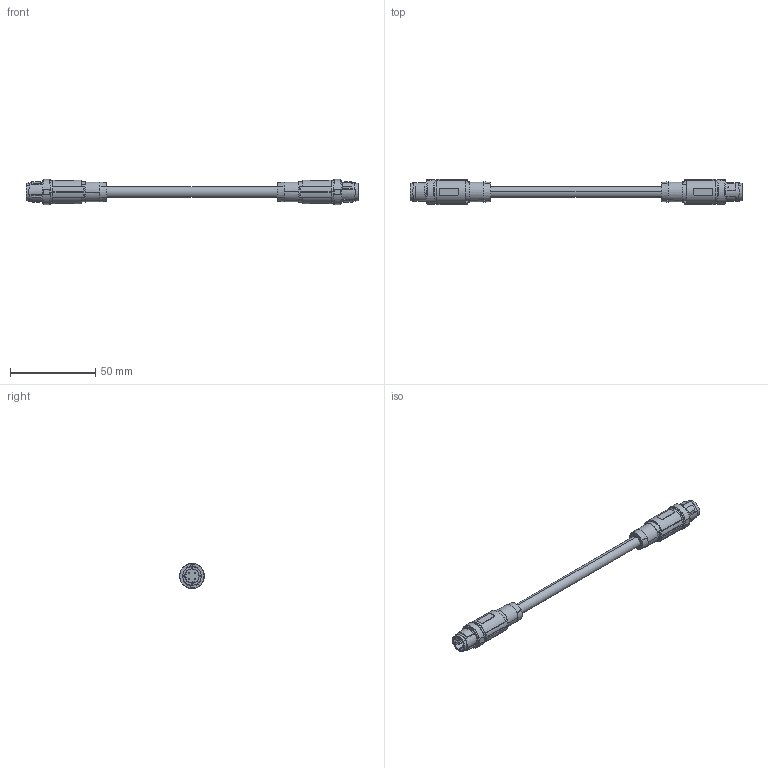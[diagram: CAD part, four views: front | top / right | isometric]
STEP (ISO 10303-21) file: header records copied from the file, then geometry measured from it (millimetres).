
FILE_DESCRIPTION(('SolidDesigner STEP Export'),'2;1');
FILE_NAME('1408732_NBC_MSD__0.5_93E_MSD_SCO_US-select.stp','2013-06-06T13:17:34',(''),(''),'Creo Elements/Direct Modeling STEP processor for AP214 (Solid Model)','Creo Elements/Direct Modeling 18.1 06-May-2012 (C) Parametric Technology GmbH','');
FILE_SCHEMA(('AUTOMOTIVE_DESIGN { 1 0 10303 214 1 1 1 1 }'));
Length unit declared in the file: millimetre
Products named in the file (1): 1408732_NBC_MSD__0.5_93E_MSD_SCO_US-select
Bounding box: 194.6 x 15 x 14.79 mm (x, y, z)
Volume: 14603.5 mm3; surface area: 7319 mm2
Topology: 1 solids, 1 shells, 280 faces, 720 edges, 472 vertices
Faces by surface type: plane 134, cylinder 90, cone 44, bspline 12
Entity records: 17282 total; most frequent: CARTESIAN_POINT 8599, ORIENTED_EDGE 1440, DIRECTION 1104, EDGE_CURVE 720, VERTEX_POINT 472, AXIS2_PLACEMENT_3D 397, VECTOR 310, LINE 310
